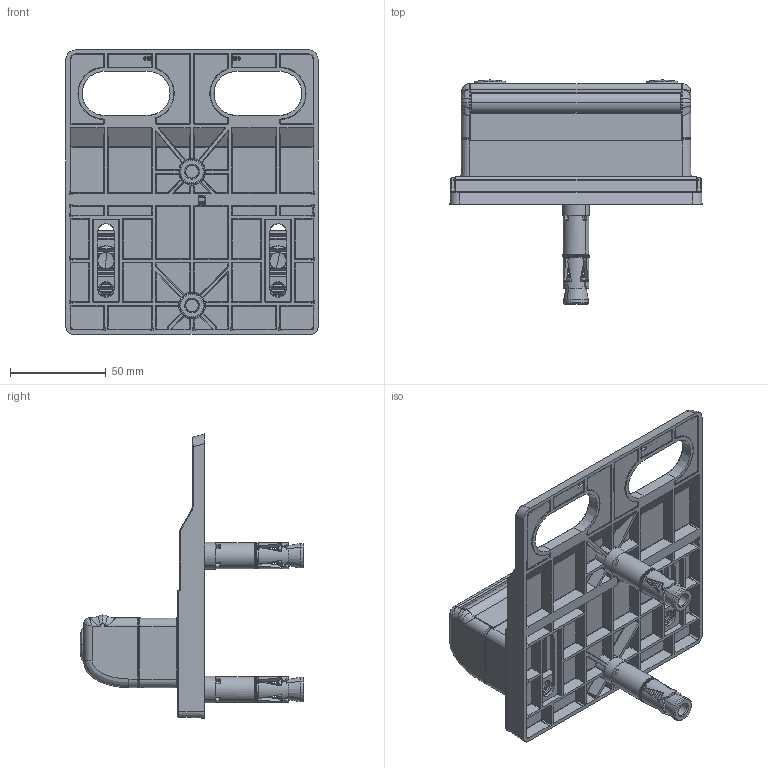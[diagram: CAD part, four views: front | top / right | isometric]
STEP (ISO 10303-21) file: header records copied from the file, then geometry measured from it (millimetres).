
FILE_DESCRIPTION (( 'STEP AP203' ), '1' );
FILE_NAME ('SABO_STP.step', '2019-11-05T12:25:09', ( '' ), ( '' ), 'SwSTEP 2.0', 'SolidWorks 2018', '' );
FILE_SCHEMA (( 'CONFIG_CONTROL_DESIGN' ));
Length unit declared in the file: millimetre
Products named in the file (14): SABO_STP; DIN 7991 - M8 x 60 --- 60S_DIN 7991 - M8 x 60 --- 22S; 1037_032; 1031_682; 1031_685; 1031_675; Square nut DIN 562 M8_Square nut DIN 562 M6 -S; 1048_778; 1031_686; 1031_684; 1037_117; 1031_683; 1031_661; 1032_235
Assembly tree (17 placements, depth 3):
  SABO_STP
    1037_032
      1037_117
      Square nut DIN 562 M8_Square nut DIN 562 M6 -S  x2
    1032_235  x2
    1031_686
      1031_683
      1031_684
      1031_685
      1031_682
    1031_675  x2
    DIN 7991 - M8 x 60 --- 60S_DIN 7991 - M8 x 60 --- 22S  x2
    1031_661
    1048_778
Bounding box: 131.91 x 117.15 x 148.7 mm (x, y, z)
Volume: 277796.7 mm3; surface area: 191361.3 mm2
Topology: 17 solids, 17 shells, 3307 faces, 8817 edges, 5378 vertices
Faces by surface type: cylinder 1292, plane 1274, cone 296, sphere 189, bspline 158, torus 98
Entity records: 94101 total; most frequent: CARTESIAN_POINT 24475, ORIENTED_EDGE 15160, DIRECTION 13446, EDGE_CURVE 7580, VERTEX_POINT 4711, AXIS2_PLACEMENT_3D 4631, VECTOR 4184, LINE 4184
